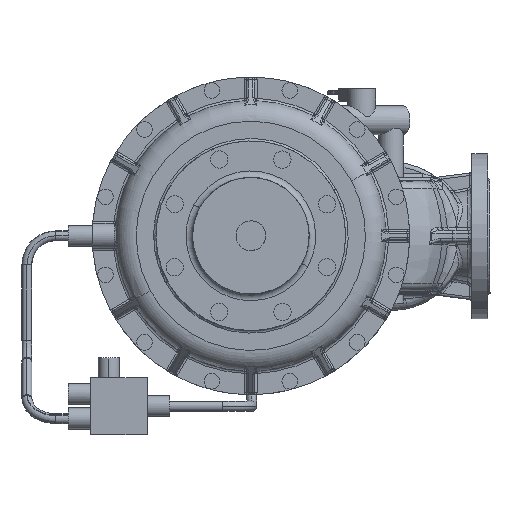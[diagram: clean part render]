
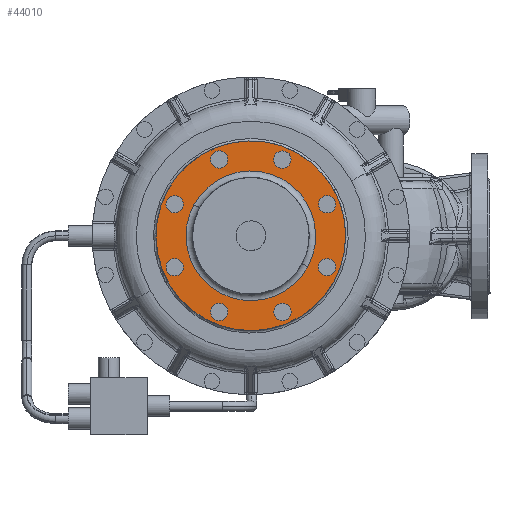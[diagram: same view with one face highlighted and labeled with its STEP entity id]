
A CAD part, top view. The second image highlights one B-rep face of the part: STEP entity #44010.
In plain terms, the highlighted planar face has unit normal (0, 0, 1).
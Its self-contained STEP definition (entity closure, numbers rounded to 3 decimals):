
#43465=AXIS2_PLACEMENT_3D('Circle Axis2P3D',#43463,#43464,$) ;
#43490=AXIS2_PLACEMENT_3D('Circle Axis2P3D',#43488,#43489,$) ;
#43842=AXIS2_PLACEMENT_3D('Plane Axis2P3D',#43839,#43840,#43841) ;
#43850=AXIS2_PLACEMENT_3D('Circle Axis2P3D',#43848,#43849,$) ;
#43859=AXIS2_PLACEMENT_3D('Circle Axis2P3D',#43857,#43858,$) ;
#43868=AXIS2_PLACEMENT_3D('Circle Axis2P3D',#43866,#43867,$) ;
#43877=AXIS2_PLACEMENT_3D('Circle Axis2P3D',#43875,#43876,$) ;
#43886=AXIS2_PLACEMENT_3D('Circle Axis2P3D',#43884,#43885,$) ;
#43895=AXIS2_PLACEMENT_3D('Circle Axis2P3D',#43893,#43894,$) ;
#43904=AXIS2_PLACEMENT_3D('Circle Axis2P3D',#43902,#43903,$) ;
#43913=AXIS2_PLACEMENT_3D('Circle Axis2P3D',#43911,#43912,$) ;
#43922=AXIS2_PLACEMENT_3D('Circle Axis2P3D',#43920,#43921,$) ;
#43931=AXIS2_PLACEMENT_3D('Circle Axis2P3D',#43929,#43930,$) ;
#43940=AXIS2_PLACEMENT_3D('Circle Axis2P3D',#43938,#43939,$) ;
#43949=AXIS2_PLACEMENT_3D('Circle Axis2P3D',#43947,#43948,$) ;
#43958=AXIS2_PLACEMENT_3D('Circle Axis2P3D',#43956,#43957,$) ;
#43967=AXIS2_PLACEMENT_3D('Circle Axis2P3D',#43965,#43966,$) ;
#43976=AXIS2_PLACEMENT_3D('Circle Axis2P3D',#43974,#43975,$) ;
#43985=AXIS2_PLACEMENT_3D('Circle Axis2P3D',#43983,#43984,$) ;
#43994=AXIS2_PLACEMENT_3D('Circle Axis2P3D',#43992,#43993,$) ;
#44003=AXIS2_PLACEMENT_3D('Circle Axis2P3D',#44001,#44002,$) ;
#43460=CARTESIAN_POINT('Vertex',(5.3,-90.81,440.45)) ;
#43463=CARTESIAN_POINT('Axis2P3D Location',(-95.622,-35.676,440.45)) ;
#43467=CARTESIAN_POINT('Vertex',(-196.544,19.458,440.45)) ;
#43488=CARTESIAN_POINT('Axis2P3D Location',(-95.622,-35.676,440.45)) ;
#43839=CARTESIAN_POINT('Axis2P3D Location',(-174.26,-35.676,440.45)) ;
#43848=CARTESIAN_POINT('Axis2P3D Location',(-188.01,2.592,440.45)) ;
#43852=CARTESIAN_POINT('Vertex',(-177.51,2.592,440.45)) ;
#43854=CARTESIAN_POINT('Vertex',(-198.51,2.592,440.45)) ;
#43857=CARTESIAN_POINT('Axis2P3D Location',(-188.01,2.592,440.45)) ;
#43866=CARTESIAN_POINT('Axis2P3D Location',(-95.622,-35.676,440.45)) ;
#43870=CARTESIAN_POINT('Vertex',(-26.61,-73.377,440.45)) ;
#43872=CARTESIAN_POINT('Vertex',(-164.634,2.025,440.45)) ;
#43875=CARTESIAN_POINT('Axis2P3D Location',(-95.622,-35.676,440.45)) ;
#43884=CARTESIAN_POINT('Axis2P3D Location',(-133.89,56.712,440.45)) ;
#43888=CARTESIAN_POINT('Vertex',(-141.315,64.137,440.45)) ;
#43890=CARTESIAN_POINT('Vertex',(-126.466,49.287,440.45)) ;
#43893=CARTESIAN_POINT('Axis2P3D Location',(-133.89,56.712,440.45)) ;
#43902=CARTESIAN_POINT('Axis2P3D Location',(-57.353,56.712,440.45)) ;
#43906=CARTESIAN_POINT('Vertex',(-57.353,67.212,440.45)) ;
#43908=CARTESIAN_POINT('Vertex',(-57.353,46.212,440.45)) ;
#43911=CARTESIAN_POINT('Axis2P3D Location',(-57.353,56.712,440.45)) ;
#43920=CARTESIAN_POINT('Axis2P3D Location',(-3.234,2.592,440.45)) ;
#43924=CARTESIAN_POINT('Vertex',(4.191,10.017,440.45)) ;
#43926=CARTESIAN_POINT('Vertex',(-10.658,-4.832,440.45)) ;
#43929=CARTESIAN_POINT('Axis2P3D Location',(-3.234,2.592,440.45)) ;
#43938=CARTESIAN_POINT('Axis2P3D Location',(-3.234,-73.944,440.45)) ;
#43942=CARTESIAN_POINT('Vertex',(7.266,-73.944,440.45)) ;
#43944=CARTESIAN_POINT('Vertex',(-13.734,-73.944,440.45)) ;
#43947=CARTESIAN_POINT('Axis2P3D Location',(-3.234,-73.944,440.45)) ;
#43956=CARTESIAN_POINT('Axis2P3D Location',(-57.353,-128.064,440.45)) ;
#43960=CARTESIAN_POINT('Vertex',(-49.929,-135.488,440.45)) ;
#43962=CARTESIAN_POINT('Vertex',(-64.778,-120.639,440.45)) ;
#43965=CARTESIAN_POINT('Axis2P3D Location',(-57.353,-128.064,440.45)) ;
#43974=CARTESIAN_POINT('Axis2P3D Location',(-133.89,-128.064,440.45)) ;
#43978=CARTESIAN_POINT('Vertex',(-133.89,-138.564,440.45)) ;
#43980=CARTESIAN_POINT('Vertex',(-133.89,-117.564,440.45)) ;
#43983=CARTESIAN_POINT('Axis2P3D Location',(-133.89,-128.064,440.45)) ;
#43992=CARTESIAN_POINT('Axis2P3D Location',(-188.01,-73.944,440.45)) ;
#43996=CARTESIAN_POINT('Vertex',(-195.434,-81.369,440.45)) ;
#43998=CARTESIAN_POINT('Vertex',(-180.585,-66.52,440.45)) ;
#44001=CARTESIAN_POINT('Axis2P3D Location',(-188.01,-73.944,440.45)) ;
#43464=DIRECTION('Axis2P3D Direction',(0.,0.,-1.)) ;
#43489=DIRECTION('Axis2P3D Direction',(0.,0.,-1.)) ;
#43840=DIRECTION('Axis2P3D Direction',(0.,0.,-1.)) ;
#43841=DIRECTION('Axis2P3D XDirection',(0.,1.,0.)) ;
#43849=DIRECTION('Axis2P3D Direction',(0.,0.,-1.)) ;
#43858=DIRECTION('Axis2P3D Direction',(0.,0.,-1.)) ;
#43867=DIRECTION('Axis2P3D Direction',(0.,0.,-1.)) ;
#43876=DIRECTION('Axis2P3D Direction',(0.,0.,-1.)) ;
#43885=DIRECTION('Axis2P3D Direction',(0.,0.,-1.)) ;
#43894=DIRECTION('Axis2P3D Direction',(0.,0.,-1.)) ;
#43903=DIRECTION('Axis2P3D Direction',(0.,0.,-1.)) ;
#43912=DIRECTION('Axis2P3D Direction',(0.,0.,-1.)) ;
#43921=DIRECTION('Axis2P3D Direction',(0.,0.,-1.)) ;
#43930=DIRECTION('Axis2P3D Direction',(0.,0.,-1.)) ;
#43939=DIRECTION('Axis2P3D Direction',(0.,0.,-1.)) ;
#43948=DIRECTION('Axis2P3D Direction',(0.,0.,-1.)) ;
#43957=DIRECTION('Axis2P3D Direction',(0.,0.,-1.)) ;
#43966=DIRECTION('Axis2P3D Direction',(0.,0.,-1.)) ;
#43975=DIRECTION('Axis2P3D Direction',(0.,0.,-1.)) ;
#43984=DIRECTION('Axis2P3D Direction',(0.,0.,-1.)) ;
#43993=DIRECTION('Axis2P3D Direction',(0.,0.,-1.)) ;
#44002=DIRECTION('Axis2P3D Direction',(0.,0.,-1.)) ;
#43845=ORIENTED_EDGE('',*,*,#43492,.F.) ;
#43846=ORIENTED_EDGE('',*,*,#43469,.F.) ;
#43863=ORIENTED_EDGE('',*,*,#43856,.T.) ;
#43864=ORIENTED_EDGE('',*,*,#43861,.T.) ;
#43881=ORIENTED_EDGE('',*,*,#43874,.T.) ;
#43882=ORIENTED_EDGE('',*,*,#43879,.T.) ;
#43899=ORIENTED_EDGE('',*,*,#43892,.T.) ;
#43900=ORIENTED_EDGE('',*,*,#43897,.T.) ;
#43917=ORIENTED_EDGE('',*,*,#43910,.T.) ;
#43918=ORIENTED_EDGE('',*,*,#43915,.T.) ;
#43935=ORIENTED_EDGE('',*,*,#43928,.T.) ;
#43936=ORIENTED_EDGE('',*,*,#43933,.T.) ;
#43953=ORIENTED_EDGE('',*,*,#43946,.T.) ;
#43954=ORIENTED_EDGE('',*,*,#43951,.T.) ;
#43971=ORIENTED_EDGE('',*,*,#43964,.T.) ;
#43972=ORIENTED_EDGE('',*,*,#43969,.T.) ;
#43989=ORIENTED_EDGE('',*,*,#43982,.T.) ;
#43990=ORIENTED_EDGE('',*,*,#43987,.T.) ;
#44007=ORIENTED_EDGE('',*,*,#44000,.T.) ;
#44008=ORIENTED_EDGE('',*,*,#44005,.T.) ;
#43865=FACE_BOUND('',#43862,.T.) ;
#43883=FACE_BOUND('',#43880,.T.) ;
#43901=FACE_BOUND('',#43898,.T.) ;
#43919=FACE_BOUND('',#43916,.T.) ;
#43937=FACE_BOUND('',#43934,.T.) ;
#43955=FACE_BOUND('',#43952,.T.) ;
#43973=FACE_BOUND('',#43970,.T.) ;
#43991=FACE_BOUND('',#43988,.T.) ;
#44009=FACE_BOUND('',#44006,.T.) ;
#44010=ADVANCED_FACE('Hauptk\X2\00F6\X0\rper',(#43847,#43865,#43883,#43901,#43919,#43937,#43955,#43973,#43991,#44009),#43843,.F.) ;
#43466=CIRCLE('generated circle',#43465,115.) ;
#43491=CIRCLE('generated circle',#43490,115.) ;
#43851=CIRCLE('generated circle',#43850,10.5) ;
#43860=CIRCLE('generated circle',#43859,10.5) ;
#43869=CIRCLE('generated circle',#43868,78.639) ;
#43878=CIRCLE('generated circle',#43877,78.639) ;
#43887=CIRCLE('generated circle',#43886,10.5) ;
#43896=CIRCLE('generated circle',#43895,10.5) ;
#43905=CIRCLE('generated circle',#43904,10.5) ;
#43914=CIRCLE('generated circle',#43913,10.5) ;
#43923=CIRCLE('generated circle',#43922,10.5) ;
#43932=CIRCLE('generated circle',#43931,10.5) ;
#43941=CIRCLE('generated circle',#43940,10.5) ;
#43950=CIRCLE('generated circle',#43949,10.5) ;
#43959=CIRCLE('generated circle',#43958,10.5) ;
#43968=CIRCLE('generated circle',#43967,10.5) ;
#43977=CIRCLE('generated circle',#43976,10.5) ;
#43986=CIRCLE('generated circle',#43985,10.5) ;
#43995=CIRCLE('generated circle',#43994,10.5) ;
#44004=CIRCLE('generated circle',#44003,10.5) ;
#43469=EDGE_CURVE('',#43461,#43468,#43466,.T.) ;
#43492=EDGE_CURVE('',#43468,#43461,#43491,.T.) ;
#43856=EDGE_CURVE('',#43853,#43855,#43851,.T.) ;
#43861=EDGE_CURVE('',#43855,#43853,#43860,.T.) ;
#43874=EDGE_CURVE('',#43871,#43873,#43869,.T.) ;
#43879=EDGE_CURVE('',#43873,#43871,#43878,.T.) ;
#43892=EDGE_CURVE('',#43889,#43891,#43887,.T.) ;
#43897=EDGE_CURVE('',#43891,#43889,#43896,.T.) ;
#43910=EDGE_CURVE('',#43907,#43909,#43905,.T.) ;
#43915=EDGE_CURVE('',#43909,#43907,#43914,.T.) ;
#43928=EDGE_CURVE('',#43925,#43927,#43923,.T.) ;
#43933=EDGE_CURVE('',#43927,#43925,#43932,.T.) ;
#43946=EDGE_CURVE('',#43943,#43945,#43941,.T.) ;
#43951=EDGE_CURVE('',#43945,#43943,#43950,.T.) ;
#43964=EDGE_CURVE('',#43961,#43963,#43959,.T.) ;
#43969=EDGE_CURVE('',#43963,#43961,#43968,.T.) ;
#43982=EDGE_CURVE('',#43979,#43981,#43977,.T.) ;
#43987=EDGE_CURVE('',#43981,#43979,#43986,.T.) ;
#44000=EDGE_CURVE('',#43997,#43999,#43995,.T.) ;
#44005=EDGE_CURVE('',#43999,#43997,#44004,.T.) ;
#43844=EDGE_LOOP('',(#43845,#43846)) ;
#43862=EDGE_LOOP('',(#43863,#43864)) ;
#43880=EDGE_LOOP('',(#43881,#43882)) ;
#43898=EDGE_LOOP('',(#43899,#43900)) ;
#43916=EDGE_LOOP('',(#43917,#43918)) ;
#43934=EDGE_LOOP('',(#43935,#43936)) ;
#43952=EDGE_LOOP('',(#43953,#43954)) ;
#43970=EDGE_LOOP('',(#43971,#43972)) ;
#43988=EDGE_LOOP('',(#43989,#43990)) ;
#44006=EDGE_LOOP('',(#44007,#44008)) ;
#43847=FACE_OUTER_BOUND('',#43844,.T.) ;
#43843=PLANE('Plane',#43842) ;
#43461=VERTEX_POINT('',#43460) ;
#43468=VERTEX_POINT('',#43467) ;
#43853=VERTEX_POINT('',#43852) ;
#43855=VERTEX_POINT('',#43854) ;
#43871=VERTEX_POINT('',#43870) ;
#43873=VERTEX_POINT('',#43872) ;
#43889=VERTEX_POINT('',#43888) ;
#43891=VERTEX_POINT('',#43890) ;
#43907=VERTEX_POINT('',#43906) ;
#43909=VERTEX_POINT('',#43908) ;
#43925=VERTEX_POINT('',#43924) ;
#43927=VERTEX_POINT('',#43926) ;
#43943=VERTEX_POINT('',#43942) ;
#43945=VERTEX_POINT('',#43944) ;
#43961=VERTEX_POINT('',#43960) ;
#43963=VERTEX_POINT('',#43962) ;
#43979=VERTEX_POINT('',#43978) ;
#43981=VERTEX_POINT('',#43980) ;
#43997=VERTEX_POINT('',#43996) ;
#43999=VERTEX_POINT('',#43998) ;
